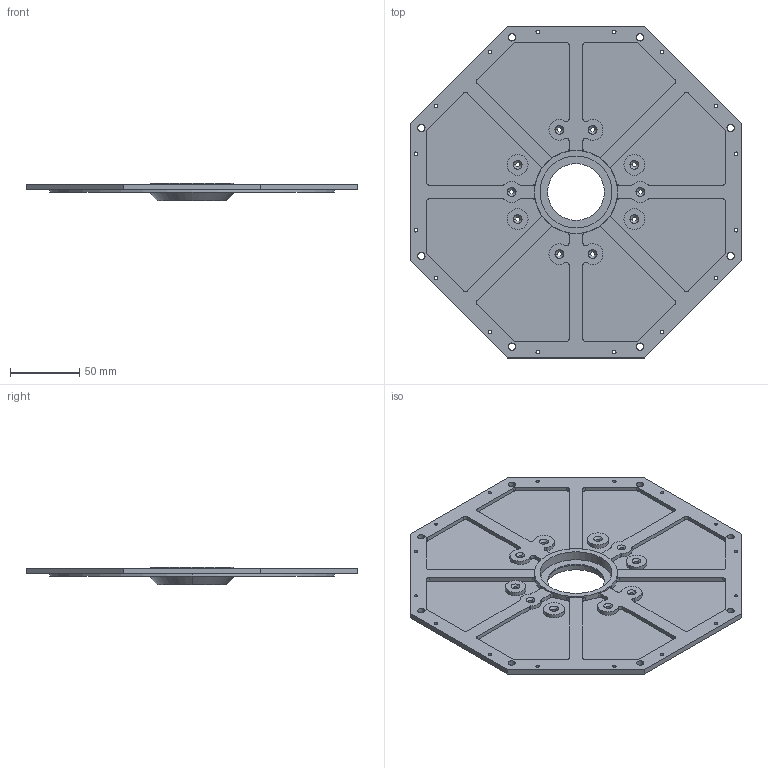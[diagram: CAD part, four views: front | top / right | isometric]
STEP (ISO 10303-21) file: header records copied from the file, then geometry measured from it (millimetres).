
FILE_DESCRIPTION (( 'STEP AP214' ), '1' );
FILE_NAME ('EDNA_280_plaque_support.STEP', '2021-03-15T12:26:54', ( '' ), ( '' ), 'SwSTEP 2.0', 'SolidWorks 2020', '' );
FILE_SCHEMA (( 'AUTOMOTIVE_DESIGN' ));
Length unit declared in the file: millimetre
Products named in the file (1): EDNA_280_plaque_support
Bounding box: 240 x 240 x 13 mm (x, y, z)
Volume: 110041.1 mm3; surface area: 109021.3 mm2
Topology: 1 solids, 1 shells, 257 faces, 706 edges, 464 vertices
Faces by surface type: cylinder 162, plane 71, cone 24
Entity records: 8854 total; most frequent: DIRECTION 1590, CARTESIAN_POINT 1428, ORIENTED_EDGE 1412, EDGE_CURVE 706, AXIS2_PLACEMENT_3D 626, VERTEX_POINT 464, CIRCLE 368, EDGE_LOOP 340
